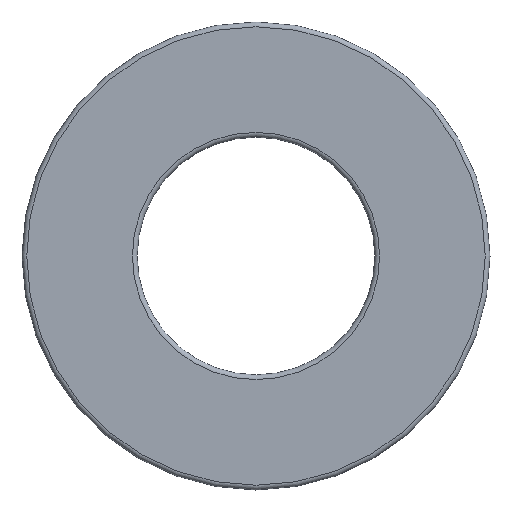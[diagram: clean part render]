
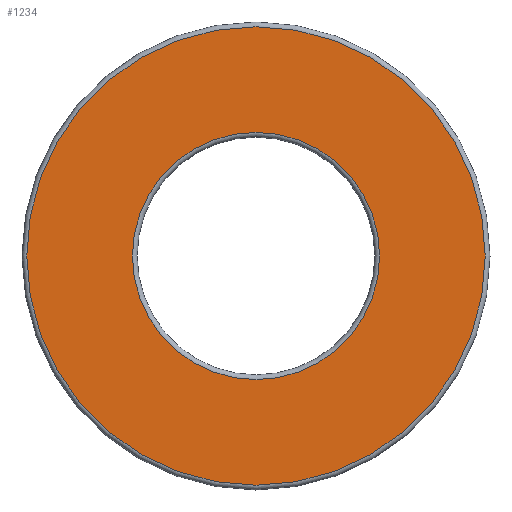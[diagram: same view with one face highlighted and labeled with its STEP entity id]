
A CAD part, left-side view. The second image highlights one B-rep face of the part: STEP entity #1234.
In plain terms, the highlighted planar face has unit normal (-1, 0, 0).
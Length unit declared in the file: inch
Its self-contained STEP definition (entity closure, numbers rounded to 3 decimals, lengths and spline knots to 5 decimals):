
#68 = CARTESIAN_POINT ( 'NONE',  ( -0.3125, 0., 0.96437 ) ) ;
#78 = ORIENTED_EDGE ( 'NONE', *, *, #1316, .T. ) ;
#148 = VERTEX_POINT ( 'NONE', #68 ) ;
#209 = PLANE ( 'NONE',  #1430 ) ;
#236 = CARTESIAN_POINT ( 'NONE',  ( -0.3125, 0., 0. ) ) ;
#262 = CIRCLE ( 'NONE', #676, 0.96437 ) ;
#310 = EDGE_LOOP ( 'NONE', ( #802 ) ) ;
#473 = DIRECTION ( 'NONE',  ( 0., 0., -1. ) ) ;
#555 = EDGE_CURVE ( 'NONE', #809, #809, #560, .T. ) ;
#560 = CIRCLE ( 'NONE', #1352, 0.52 ) ;
#581 = DIRECTION ( 'NONE',  ( -1., 0., 0. ) ) ;
#676 = AXIS2_PLACEMENT_3D ( 'NONE', #1138, #818, #1251 ) ;
#690 = DIRECTION ( 'NONE',  ( 1., 0., 0. ) ) ;
#802 = ORIENTED_EDGE ( 'NONE', *, *, #555, .F. ) ;
#809 = VERTEX_POINT ( 'NONE', #1401 ) ;
#818 = DIRECTION ( 'NONE',  ( -1., 0., 0. ) ) ;
#854 = EDGE_LOOP ( 'NONE', ( #78 ) ) ;
#871 = FACE_BOUND ( 'NONE', #310, .T. ) ;
#912 = CARTESIAN_POINT ( 'NONE',  ( -0.3125, 0., 0. ) ) ;
#1138 = CARTESIAN_POINT ( 'NONE',  ( -0.3125, 0., 0. ) ) ;
#1234 = ADVANCED_FACE ( 'NONE', ( #871, #1377 ), #209, .F. ) ;
#1251 = DIRECTION ( 'NONE',  ( 0., 0., 1. ) ) ;
#1316 = EDGE_CURVE ( 'NONE', #148, #148, #262, .T. ) ;
#1352 = AXIS2_PLACEMENT_3D ( 'NONE', #912, #581, #1359 ) ;
#1359 = DIRECTION ( 'NONE',  ( 0., 0., 1. ) ) ;
#1377 = FACE_OUTER_BOUND ( 'NONE', #854, .T. ) ;
#1401 = CARTESIAN_POINT ( 'NONE',  ( -0.3125, 0., 0.52 ) ) ;
#1430 = AXIS2_PLACEMENT_3D ( 'NONE', #236, #690, #473 ) ;
